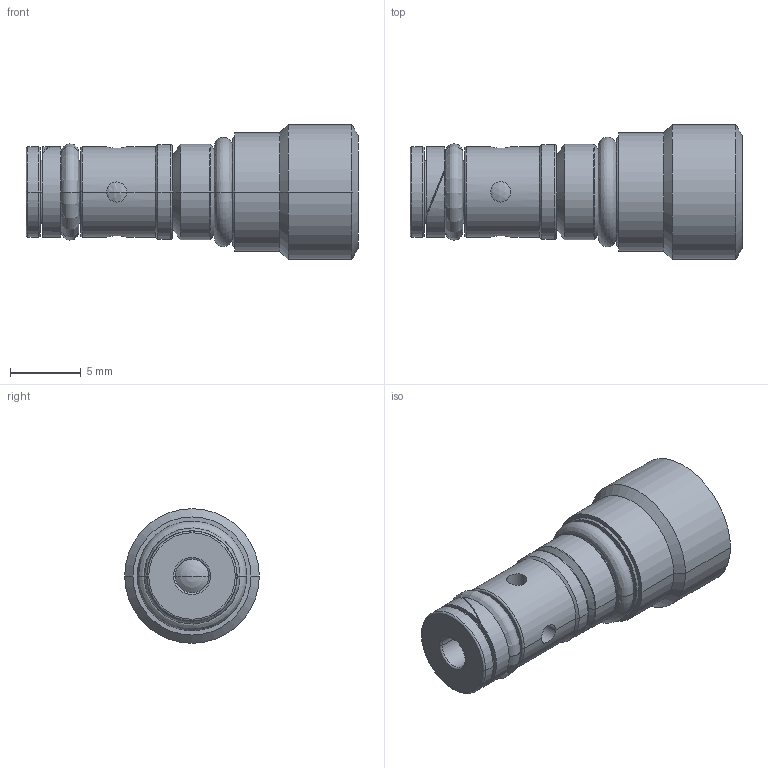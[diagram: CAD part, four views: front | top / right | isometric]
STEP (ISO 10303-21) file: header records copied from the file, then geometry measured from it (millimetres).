
FILE_DESCRIPTION((''),'2;1');
FILE_NAME('CSZNXXN','2021-06-30T',('AlainG'),('Sun Hydraulics LLC'),'PRO/ENGINEER BY PARAMETRIC TECHNOLOGY CORPORATION, 2016010','PRO/ENGINEER BY PARAMETRIC TECHNOLOGY CORPORATION, 2016010','');
FILE_SCHEMA(('AUTOMOTIVE_DESIGN { 1 0 10303 214 1 1 1 1 }'));
Length unit declared in the file: inch
Products named in the file (1): CSZNXXN
Bounding box: 23.42 x 9.5 x 9.5 mm (x, y, z)
Volume: 863.2 mm3; surface area: 1412.4 mm2
Topology: 4 solids, 5 shells, 172 faces, 372 edges, 208 vertices
Faces by surface type: torus 58, cylinder 52, plane 30, cone 22, revolution 8, sphere 2
Entity records: 6126 total; most frequent: CARTESIAN_POINT 1842, DIRECTION 881, ORIENTED_EDGE 736, AXIS2_PLACEMENT_3D 387, EDGE_CURVE 368, COLOUR_RGB 277, CIRCLE 223, VERTEX_POINT 208
